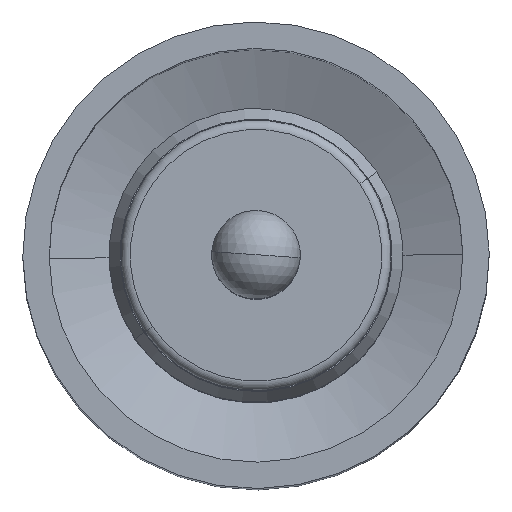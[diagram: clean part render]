
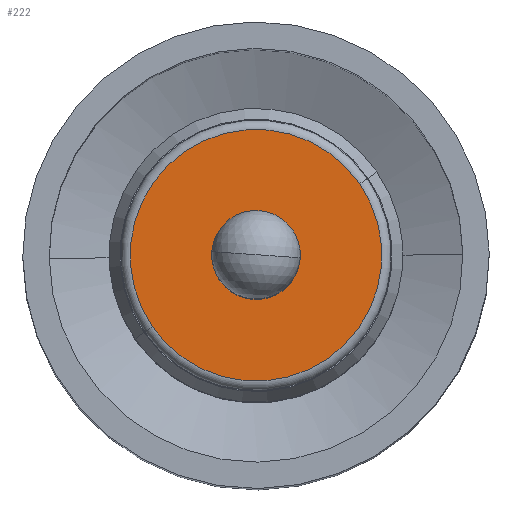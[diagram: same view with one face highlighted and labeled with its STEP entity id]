
A CAD part, top view. The second image highlights one B-rep face of the part: STEP entity #222.
In plain terms, the highlighted planar face has unit normal (0, 0, 1).
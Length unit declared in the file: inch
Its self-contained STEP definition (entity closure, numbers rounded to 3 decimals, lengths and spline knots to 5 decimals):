
#12 = EDGE_CURVE ( 'NONE', #1808, #1725, #2346, .T. ) ;
#111 = EDGE_CURVE ( 'NONE', #1809, #1200, #2307, .T. ) ;
#222 = ADVANCED_FACE ( 'NONE', ( #2445, #2441 ), #2440, .T. ) ;
#362 = DIRECTION ( 'NONE',  ( 0.824, 0.567, 0. ) ) ;
#363 = DIRECTION ( 'NONE',  ( 0., 0., 1. ) ) ;
#365 = CARTESIAN_POINT ( 'NONE',  ( 0., 0., 1.17 ) ) ;
#811 = CIRCLE ( 'NONE', #952, 0.047 ) ;
#822 = AXIS2_PLACEMENT_3D ( 'NONE', #2209, #2208, #2207 ) ;
#866 = AXIS2_PLACEMENT_3D ( 'NONE', #2449, #2439, #2438 ) ;
#930 = CIRCLE ( 'NONE', #822, 0.1335 ) ;
#952 = AXIS2_PLACEMENT_3D ( 'NONE', #2766, #2765, #2770 ) ;
#1064 = EDGE_CURVE ( 'NONE', #1725, #1808, #811, .T. ) ;
#1123 = EDGE_CURVE ( 'NONE', #1200, #1809, #930, .T. ) ;
#1200 = VERTEX_POINT ( 'NONE', #2114 ) ;
#1282 = EDGE_LOOP ( 'NONE', ( #1555, #1350 ) ) ;
#1350 = ORIENTED_EDGE ( 'NONE', *, *, #1123, .T. ) ;
#1441 = EDGE_LOOP ( 'NONE', ( #1544, #1512 ) ) ;
#1512 = ORIENTED_EDGE ( 'NONE', *, *, #1064, .F. ) ;
#1544 = ORIENTED_EDGE ( 'NONE', *, *, #12, .F. ) ;
#1555 = ORIENTED_EDGE ( 'NONE', *, *, #111, .T. ) ;
#1725 = VERTEX_POINT ( 'NONE', #2068 ) ;
#1808 = VERTEX_POINT ( 'NONE', #2000 ) ;
#1809 = VERTEX_POINT ( 'NONE', #1999 ) ;
#1873 = CARTESIAN_POINT ( 'NONE',  ( 0., 0., 1.17 ) ) ;
#1874 = DIRECTION ( 'NONE',  ( 0., 0., 1. ) ) ;
#1875 = DIRECTION ( 'NONE',  ( 1., 0., 0. ) ) ;
#1999 = CARTESIAN_POINT ( 'NONE',  ( 0.10997, 0.07569, 1.17 ) ) ;
#2000 = CARTESIAN_POINT ( 'NONE',  ( 0.04689, -0.00325, 1.17 ) ) ;
#2068 = CARTESIAN_POINT ( 'NONE',  ( -0.04689, 0.00325, 1.17 ) ) ;
#2114 = CARTESIAN_POINT ( 'NONE',  ( -0.10997, -0.07569, 1.17 ) ) ;
#2207 = DIRECTION ( 'NONE',  ( 0.824, 0.567, 0. ) ) ;
#2208 = DIRECTION ( 'NONE',  ( 0., 0., 1. ) ) ;
#2209 = CARTESIAN_POINT ( 'NONE',  ( 0., 0., 1.17 ) ) ;
#2272 = AXIS2_PLACEMENT_3D ( 'NONE', #365, #363, #362 ) ;
#2307 = CIRCLE ( 'NONE', #2272, 0.1335 ) ;
#2346 = CIRCLE ( 'NONE', #2376, 0.047 ) ;
#2376 = AXIS2_PLACEMENT_3D ( 'NONE', #1873, #1874, #1875 ) ;
#2438 = DIRECTION ( 'NONE',  ( 0.824, 0.567, 0. ) ) ;
#2439 = DIRECTION ( 'NONE',  ( 0., 0., 1. ) ) ;
#2440 = PLANE ( 'NONE',  #866 ) ;
#2441 = FACE_BOUND ( 'NONE', #1441, .T. ) ;
#2445 = FACE_OUTER_BOUND ( 'NONE', #1282, .T. ) ;
#2449 = CARTESIAN_POINT ( 'NONE',  ( 0., 0., 1.17 ) ) ;
#2765 = DIRECTION ( 'NONE',  ( 0., 0., 1. ) ) ;
#2766 = CARTESIAN_POINT ( 'NONE',  ( 0., 0., 1.17 ) ) ;
#2770 = DIRECTION ( 'NONE',  ( 1., 0., 0. ) ) ;
